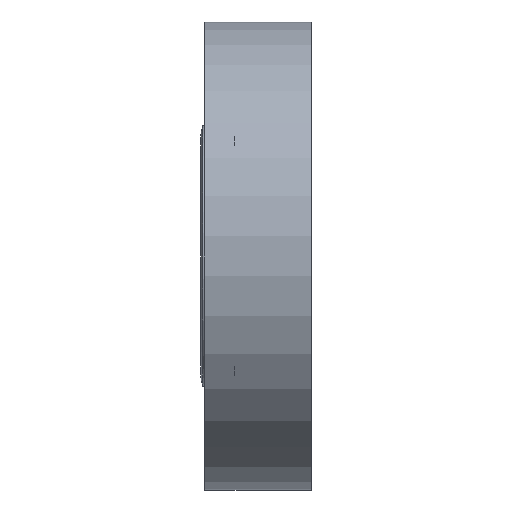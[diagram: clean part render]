
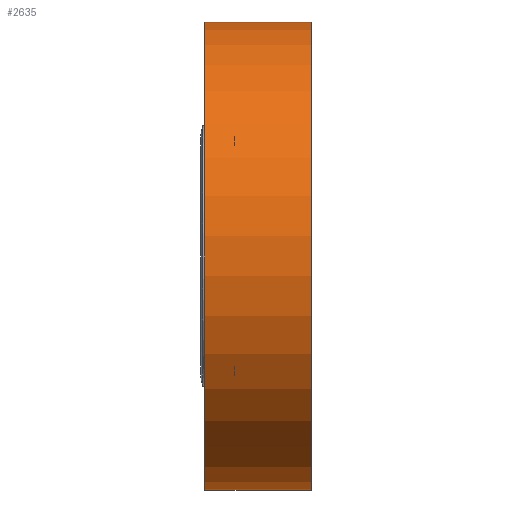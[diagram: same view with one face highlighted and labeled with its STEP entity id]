
A CAD part, left-side view. The second image highlights one B-rep face of the part: STEP entity #2635.
In plain terms, the highlighted cylindrical face has radius 55 mm (diameter 110 mm), a partial arc.
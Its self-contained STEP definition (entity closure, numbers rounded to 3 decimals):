
#74 = LINE ( 'NONE', #1208, #1547 ) ;
#222 = EDGE_LOOP ( 'NONE', ( #1906, #3473, #1366, #421 ) ) ;
#238 = VERTEX_POINT ( 'NONE', #2566 ) ;
#388 = EDGE_CURVE ( 'NONE', #238, #1795, #1459, .T. ) ;
#405 = EDGE_CURVE ( 'NONE', #1791, #238, #2219, .T. ) ;
#421 = ORIENTED_EDGE ( 'NONE', *, *, #1628, .F. ) ;
#649 = DIRECTION ( 'NONE',  ( 0., 0., -1. ) ) ;
#658 = AXIS2_PLACEMENT_3D ( 'NONE', #2311, #2054, #938 ) ;
#675 = CYLINDRICAL_SURFACE ( 'NONE', #3576, 55. ) ;
#696 = CARTESIAN_POINT ( 'NONE',  ( 54.615, 0., 6.5 ) ) ;
#714 = CIRCLE ( 'NONE', #658, 55. ) ;
#938 = DIRECTION ( 'NONE',  ( 0., 0., -1. ) ) ;
#939 = EDGE_CURVE ( 'NONE', #2361, #1795, #714, .T. ) ;
#1141 = CARTESIAN_POINT ( 'NONE',  ( 54.615, 0., -6.5 ) ) ;
#1168 = DIRECTION ( 'NONE',  ( 0., -1., 0. ) ) ;
#1208 = CARTESIAN_POINT ( 'NONE',  ( 54.615, 26., 6.5 ) ) ;
#1366 = ORIENTED_EDGE ( 'NONE', *, *, #939, .F. ) ;
#1459 = LINE ( 'NONE', #1984, #3113 ) ;
#1547 = VECTOR ( 'NONE', #2118, 1000. ) ;
#1628 = EDGE_CURVE ( 'NONE', #1791, #2361, #74, .T. ) ;
#1791 = VERTEX_POINT ( 'NONE', #3349 ) ;
#1795 = VERTEX_POINT ( 'NONE', #1141 ) ;
#1906 = ORIENTED_EDGE ( 'NONE', *, *, #405, .T. ) ;
#1984 = CARTESIAN_POINT ( 'NONE',  ( 54.615, 26., -6.5 ) ) ;
#2054 = DIRECTION ( 'NONE',  ( 0., -1., 0. ) ) ;
#2118 = DIRECTION ( 'NONE',  ( 0., -1., 0. ) ) ;
#2219 = CIRCLE ( 'NONE', #2866, 55. ) ;
#2227 = DIRECTION ( 'NONE',  ( 0., -1., 0. ) ) ;
#2311 = CARTESIAN_POINT ( 'NONE',  ( 0., 0., 0. ) ) ;
#2361 = VERTEX_POINT ( 'NONE', #696 ) ;
#2566 = CARTESIAN_POINT ( 'NONE',  ( 54.615, 25., -6.5 ) ) ;
#2602 = DIRECTION ( 'NONE',  ( 0., -1., 0. ) ) ;
#2626 = DIRECTION ( 'NONE',  ( 0., 0., -1. ) ) ;
#2635 = ADVANCED_FACE ( 'NONE', ( #2923 ), #675, .T. ) ;
#2866 = AXIS2_PLACEMENT_3D ( 'NONE', #3526, #2602, #649 ) ;
#2923 = FACE_OUTER_BOUND ( 'NONE', #222, .T. ) ;
#3113 = VECTOR ( 'NONE', #2227, 1000. ) ;
#3349 = CARTESIAN_POINT ( 'NONE',  ( 54.615, 25., 6.5 ) ) ;
#3473 = ORIENTED_EDGE ( 'NONE', *, *, #388, .T. ) ;
#3475 = CARTESIAN_POINT ( 'NONE',  ( 0., 0., 0. ) ) ;
#3526 = CARTESIAN_POINT ( 'NONE',  ( 0., 25., 0. ) ) ;
#3576 = AXIS2_PLACEMENT_3D ( 'NONE', #3475, #1168, #2626 ) ;
